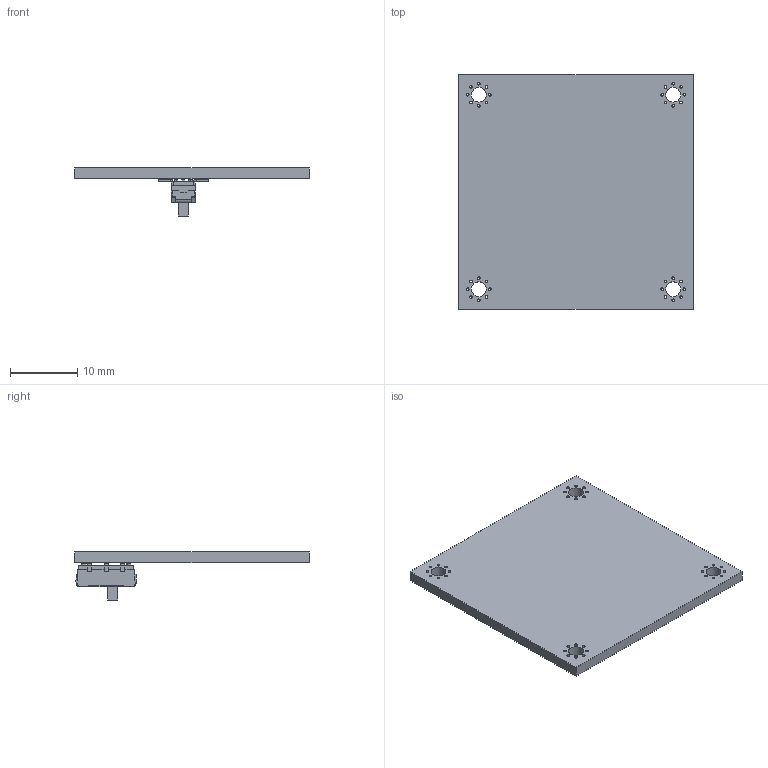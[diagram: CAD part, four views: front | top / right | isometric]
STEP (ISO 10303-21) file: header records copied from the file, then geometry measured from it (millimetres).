
FILE_DESCRIPTION(('KiCad electronic assembly'),'2;1');
FILE_NAME('ir_led_projector_v0.1.step','2021-10-01T23:04:51',('Pcbnew'), ('Kicad'),'Open CASCADE STEP processor 7.5','KiCad to STEP converter', 'Unknown');
FILE_SCHEMA(('AUTOMOTIVE_DESIGN { 1 0 10303 214 1 1 1 1 }'));
Length unit declared in the file: millimetre
Products named in the file (4): ir_led_projector_v0.1 1; JS202011SCQN; COMPOUND; ir_led_projector_v0.1 PCB
Assembly tree (3 placements, depth 3):
  ir_led_projector_v0.1 1
    JS202011SCQN
      COMPOUND
    ir_led_projector_v0.1 PCB
Bounding box: 35 x 35 x 7.16 mm (x, y, z)
Volume: 2032.1 mm3; surface area: 3030.5 mm2
Topology: 10 solids, 10 shells, 288 faces, 716 edges, 456 vertices
Faces by surface type: bspline 246, cylinder 36, plane 6
Full cylindrical faces by diameter (mm): 0.4 x32, 2.2 x4
Entity records: 16501 total; most frequent: CARTESIAN_POINT 5914, B_SPLINE_CURVE_WITH_KNOTS 1668, ORIENTED_EDGE 1432, PCURVE 1432, DEFINITIONAL_REPRESENTATION 1432, EDGE_CURVE 716, SURFACE_CURVE 680, DIRECTION 524
